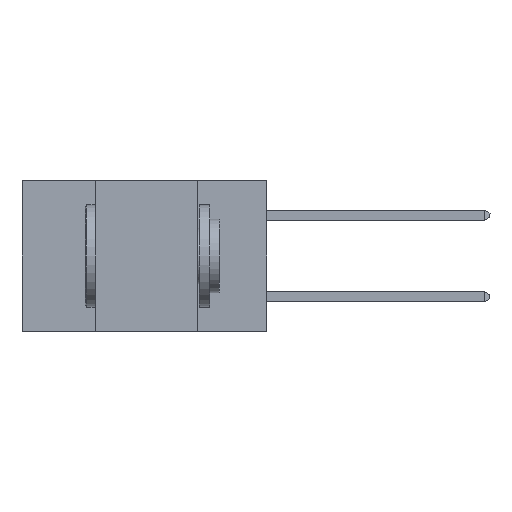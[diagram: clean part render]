
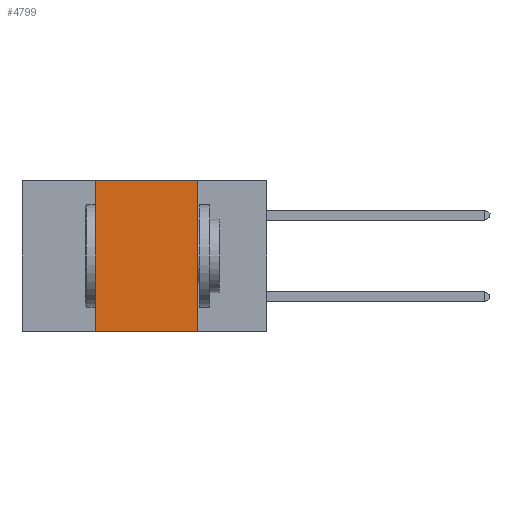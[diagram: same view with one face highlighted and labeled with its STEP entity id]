
A CAD part, left-side view. The second image highlights one B-rep face of the part: STEP entity #4799.
In plain terms, the highlighted planar face has unit normal (-1, 0, 0).
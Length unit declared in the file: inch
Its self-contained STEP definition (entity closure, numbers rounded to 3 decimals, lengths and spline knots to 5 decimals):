
#116 = CARTESIAN_POINT ( 'NONE',  ( 0., 0.17, 0. ) ) ;
#886 = VERTEX_POINT ( 'NONE', #7853 ) ;
#1616 = CARTESIAN_POINT ( 'NONE',  ( 0., 0.42, -0.37 ) ) ;
#1881 = VERTEX_POINT ( 'NONE', #1616 ) ;
#2136 = VECTOR ( 'NONE', #9127, 39.37008 ) ;
#2321 = ORIENTED_EDGE ( 'NONE', *, *, #3716, .F. ) ;
#2530 = ORIENTED_EDGE ( 'NONE', *, *, #8919, .F. ) ;
#2697 = ORIENTED_EDGE ( 'NONE', *, *, #7401, .F. ) ;
#3332 = ORIENTED_EDGE ( 'NONE', *, *, #7482, .T. ) ;
#3716 = EDGE_CURVE ( 'NONE', #3786, #7332, #3759, .T. ) ;
#3759 = LINE ( 'NONE', #5335, #9135 ) ;
#3786 = VERTEX_POINT ( 'NONE', #4834 ) ;
#4799 = ADVANCED_FACE ( 'NONE', ( #6471 ), #7541, .F. ) ;
#4834 = CARTESIAN_POINT ( 'NONE',  ( 0., 0.42, 0. ) ) ;
#5335 = CARTESIAN_POINT ( 'NONE',  ( 0., 0.6, 0. ) ) ;
#5416 = DIRECTION ( 'NONE',  ( 0., -1., 0. ) ) ;
#6471 = FACE_OUTER_BOUND ( 'NONE', #7682, .T. ) ;
#6527 = LINE ( 'NONE', #7194, #2136 ) ;
#6594 = DIRECTION ( 'NONE',  ( 0., 0., -1. ) ) ;
#6665 = DIRECTION ( 'NONE',  ( 0., -1., 0. ) ) ;
#7050 = VECTOR ( 'NONE', #6594, 39.37008 ) ;
#7142 = CARTESIAN_POINT ( 'NONE',  ( 0., 0.17, 0. ) ) ;
#7194 = CARTESIAN_POINT ( 'NONE',  ( 0., 0.42, 0. ) ) ;
#7215 = AXIS2_PLACEMENT_3D ( 'NONE', #7662, #7452, #7442 ) ;
#7256 = VECTOR ( 'NONE', #6665, 39.37008 ) ;
#7332 = VERTEX_POINT ( 'NONE', #7142 ) ;
#7401 = EDGE_CURVE ( 'NONE', #1881, #3786, #6527, .T. ) ;
#7442 = DIRECTION ( 'NONE',  ( 0., 0., -1. ) ) ;
#7452 = DIRECTION ( 'NONE',  ( 1., 0., 0. ) ) ;
#7482 = EDGE_CURVE ( 'NONE', #1881, #886, #8962, .T. ) ;
#7541 = PLANE ( 'NONE',  #7215 ) ;
#7662 = CARTESIAN_POINT ( 'NONE',  ( 0., 0.6, 0. ) ) ;
#7682 = EDGE_LOOP ( 'NONE', ( #2530, #2321, #2697, #3332 ) ) ;
#7853 = CARTESIAN_POINT ( 'NONE',  ( 0., 0.17, -0.37 ) ) ;
#8780 = LINE ( 'NONE', #116, #7050 ) ;
#8919 = EDGE_CURVE ( 'NONE', #7332, #886, #8780, .T. ) ;
#8962 = LINE ( 'NONE', #9244, #7256 ) ;
#9127 = DIRECTION ( 'NONE',  ( 0., 0., 1. ) ) ;
#9135 = VECTOR ( 'NONE', #5416, 39.37008 ) ;
#9244 = CARTESIAN_POINT ( 'NONE',  ( 0., 0.6, -0.37 ) ) ;
